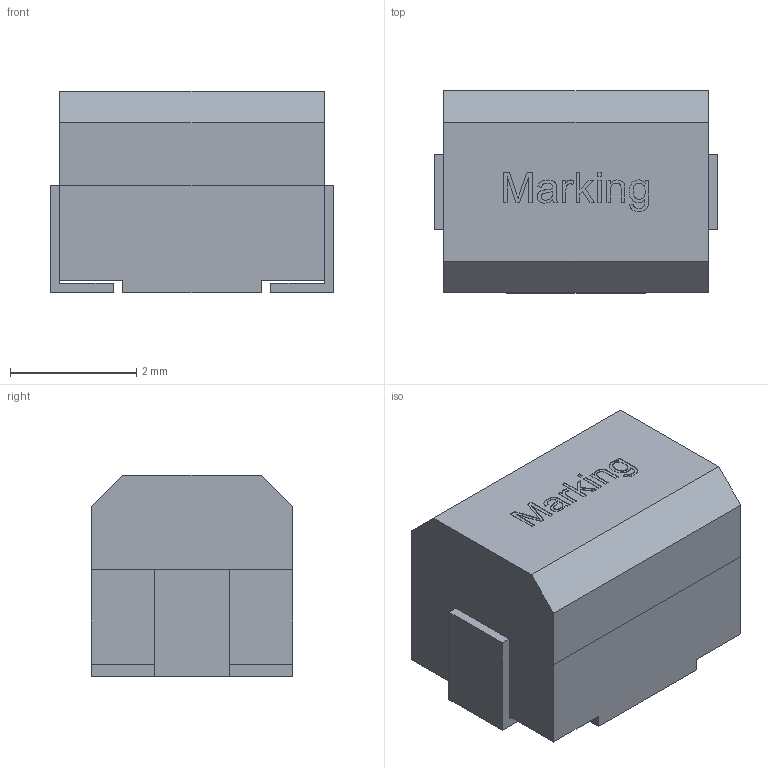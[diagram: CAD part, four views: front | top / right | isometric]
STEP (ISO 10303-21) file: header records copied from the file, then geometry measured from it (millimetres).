
FILE_DESCRIPTION(/* description */ ('Unknown'),/* implementation_level */ '2;1');
FILE_NAME(/* name */ 'L_Wurth_WE-GF_4532',/* time_stamp */ '2022-04-20T11:23:21+08:00',/* author */ ('Unknown'),/* organization */ ('Unknown'),/* preprocessor_version */ 'ST-DEVELOPER v16.7',/* originating_system */ 'Solid Edge',/* authorisation */ 'Unknown');
FILE_SCHEMA (('AUTOMOTIVE_DESIGN {1 0 10303 214 3 1 1}'));
Length unit declared in the file: millimetre
Products named in the file (2): L_Wurth_WE-GF_4532
Assembly tree (1 placements, depth 2):
  L_Wurth_WE-GF_4532
    L_Wurth_WE-GF_4532
Bounding box: 4.5 x 3.2 x 3.2 mm (x, y, z)
Volume: 38.4 mm3; surface area: 145 mm2
Topology: 3 solids, 3 shells, 151 faces, 373 edges, 240 vertices
Faces by surface type: plane 126, bspline 14, cylinder 9, torus 2
Full cylindrical faces by diameter (mm): 0.8 x1, 1 x1
Entity records: 8500 total; most frequent: CARTESIAN_POINT 4140, ORIENTED_EDGE 730, DIRECTION 642, EDGE_CURVE 365, LINE 306, VECTOR 306, VERTEX_POINT 238, EDGE_LOOP 171
